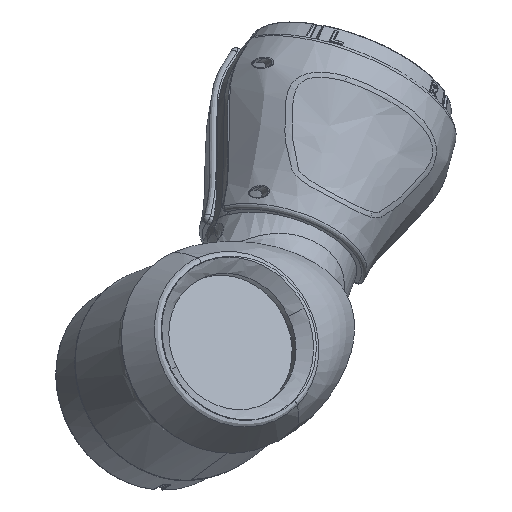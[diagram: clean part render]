
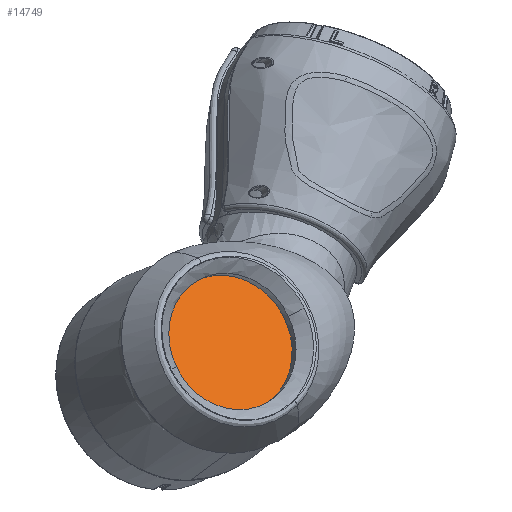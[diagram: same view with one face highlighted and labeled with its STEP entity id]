
A CAD part, isometric view. The second image highlights one B-rep face of the part: STEP entity #14749.
In plain terms, the highlighted planar face has unit normal (-0.107, -0.707, 0.699).
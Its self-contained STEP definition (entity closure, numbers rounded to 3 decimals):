
#8205 = CARTESIAN_POINT ( 'NONE',  ( 110.692, 99.276, 547.918 ) ) ;
#8335 = CARTESIAN_POINT ( 'NONE',  ( 110.692, 55.322, 503.504 ) ) ;
#10217 = EDGE_CURVE ( 'NONE', #71053, #72431, #100471, .T. ) ;
#10510 = EDGE_CURVE ( 'NONE', #72431, #71053, #100146, .T. ) ;
#11998 = AXIS2_PLACEMENT_3D ( 'NONE', #27023, #27006, #27027 ) ;
#12291 = AXIS2_PLACEMENT_3D ( 'NONE', #68868, #69171, #69368 ) ;
#12772 = AXIS2_PLACEMENT_3D ( 'NONE', #34807, #34806, #34805 ) ;
#14749 = ADVANCED_FACE ( 'NONE', ( #95476 ), #34815, .F. ) ;
#18608 = ORIENTED_EDGE ( 'NONE', *, *, #10217, .F. ) ;
#19675 = ORIENTED_EDGE ( 'NONE', *, *, #10510, .F. ) ;
#27006 = DIRECTION ( 'NONE',  ( 0.107, 0.707, -0.699 ) ) ;
#27023 = CARTESIAN_POINT ( 'NONE',  ( 110.692, 77.299, 525.711 ) ) ;
#27027 = DIRECTION ( 'NONE',  ( 0., 0.703, 0.711 ) ) ;
#34805 = DIRECTION ( 'NONE',  ( -0.814, -0.342, -0.47 ) ) ;
#34806 = DIRECTION ( 'NONE',  ( 0.107, 0.707, -0.699 ) ) ;
#34807 = CARTESIAN_POINT ( 'NONE',  ( 154.534, 68.521, 523.535 ) ) ;
#34815 = PLANE ( 'NONE',  #12772 ) ;
#68868 = CARTESIAN_POINT ( 'NONE',  ( 110.692, 77.299, 525.711 ) ) ;
#69171 = DIRECTION ( 'NONE',  ( 0.107, 0.707, -0.699 ) ) ;
#69368 = DIRECTION ( 'NONE',  ( 0., 0.703, 0.711 ) ) ;
#71053 = VERTEX_POINT ( 'NONE', #8205 ) ;
#72431 = VERTEX_POINT ( 'NONE', #8335 ) ;
#72972 = EDGE_LOOP ( 'NONE', ( #18608, #19675 ) ) ;
#95476 = FACE_OUTER_BOUND ( 'NONE', #72972, .T. ) ;
#100146 = CIRCLE ( 'NONE', #11998, 31.243 ) ;
#100471 = CIRCLE ( 'NONE', #12291, 31.243 ) ;
